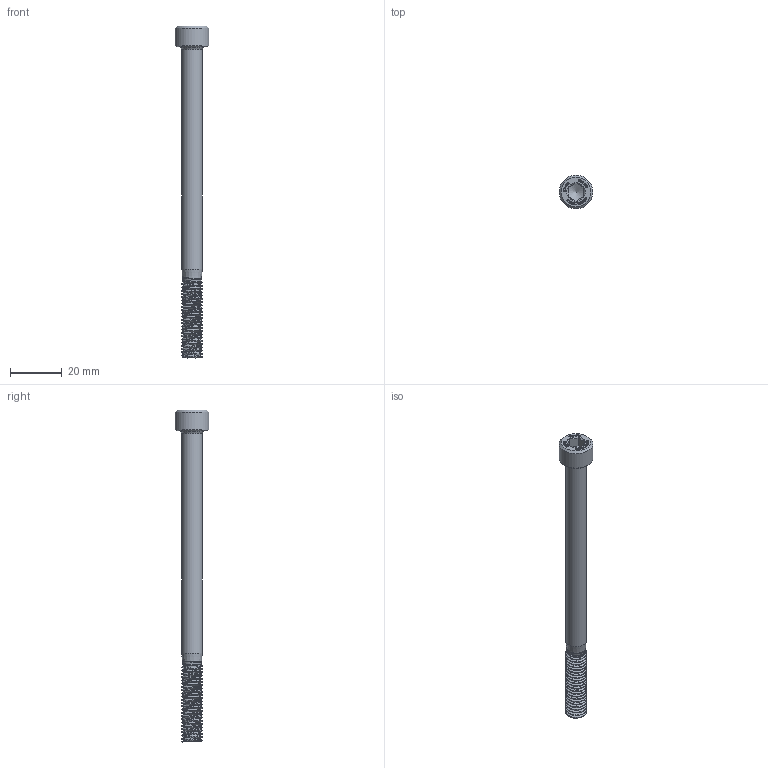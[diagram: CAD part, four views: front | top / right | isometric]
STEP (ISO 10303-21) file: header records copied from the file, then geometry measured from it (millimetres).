
FILE_DESCRIPTION((''),'2;1');
FILE_NAME('DIN912M8L120.stp','2012-04-21T00:44:19',('Peter'),(''),'Autodesk Inventor 2011','Autodesk Inventor 2011','');
FILE_SCHEMA(('AUTOMOTIVE_DESIGN { 1 0 10303 214 1 1 1 1 }'));
Length unit declared in the file: millimetre
Products named in the file (1): DIN912M8L120
Bounding box: 13 x 13 x 128 mm (x, y, z)
Volume: 6651.2 mm3; surface area: 4042.7 mm2
Topology: 1 solids, 1 shells, 405 faces, 1091 edges, 724 vertices
Faces by surface type: plane 235, bspline 156, cone 9, cylinder 3, torus 2
Full cylindrical faces by diameter (mm): 8 x1, 13 x1
Entity records: 18446 total; most frequent: CARTESIAN_POINT 9491, ORIENTED_EDGE 2140, DIRECTION 1250, EDGE_CURVE 1070, VECTOR 732, LINE 732, VERTEX_POINT 716, EDGE_LOOP 448
